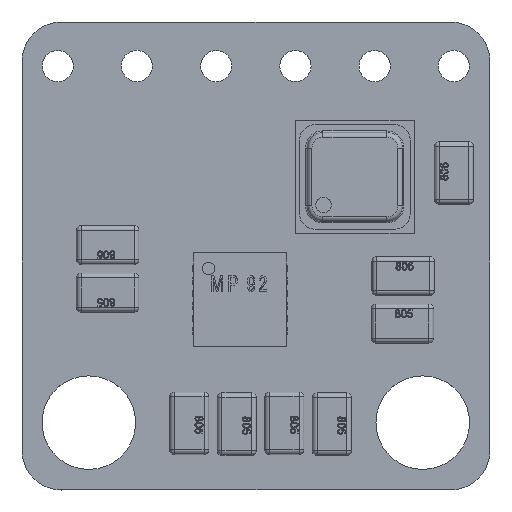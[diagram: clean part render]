
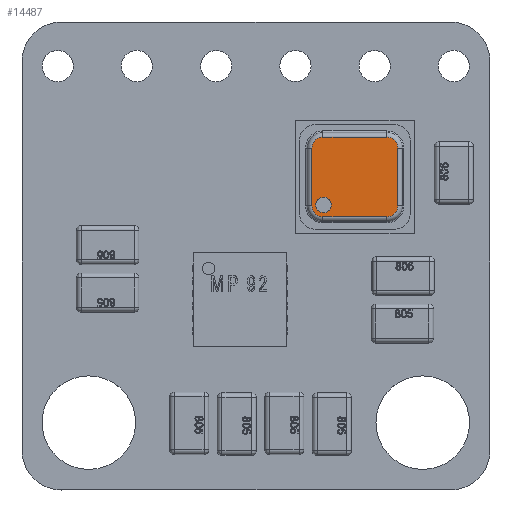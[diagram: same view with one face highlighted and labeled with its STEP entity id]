
A CAD part, top view. The second image highlights one B-rep face of the part: STEP entity #14487.
In plain terms, the highlighted face is planar.
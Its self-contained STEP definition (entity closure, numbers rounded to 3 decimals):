
#112 = AXIS2_PLACEMENT_3D ( 'NONE', #24528, #8610, #32382 ) ;
#118 = CARTESIAN_POINT ( 'NONE',  ( 1.025, 0.98, -1.275 ) ) ;
#657 = CARTESIAN_POINT ( 'NONE',  ( 1.025, 0.98, -0.925 ) ) ;
#771 = CARTESIAN_POINT ( 'NONE',  ( -1.025, 0.98, -1.275 ) ) ;
#934 = DIRECTION ( 'NONE',  ( -1., 0., 0. ) ) ;
#1105 = LINE ( 'NONE', #4136, #21067 ) ;
#2080 = VECTOR ( 'NONE', #3471, 1000. ) ;
#2109 = ORIENTED_EDGE ( 'NONE', *, *, #7324, .T. ) ;
#2280 = EDGE_CURVE ( 'NONE', #3168, #27420, #18222, .T. ) ;
#2548 = EDGE_CURVE ( 'NONE', #11057, #24602, #1105, .T. ) ;
#2998 = VERTEX_POINT ( 'NONE', #118 ) ;
#3073 = AXIS2_PLACEMENT_3D ( 'NONE', #33132, #31198, #12149 ) ;
#3168 = VERTEX_POINT ( 'NONE', #16157 ) ;
#3471 = DIRECTION ( 'NONE',  ( 0., 0., 1. ) ) ;
#4001 = EDGE_LOOP ( 'NONE', ( #30993, #27842, #29115, #13314, #12500, #26584, #32243, #30238 ) ) ;
#4117 = CIRCLE ( 'NONE', #11368, 0.35 ) ;
#4136 = CARTESIAN_POINT ( 'NONE',  ( -1.025, 0.98, 1.275 ) ) ;
#4166 = CARTESIAN_POINT ( 'NONE',  ( -1.025, 0.98, -0.925 ) ) ;
#4767 = CARTESIAN_POINT ( 'NONE',  ( 1.375, 0.98, 0.925 ) ) ;
#4839 = CARTESIAN_POINT ( 'NONE',  ( 1., 0.98, -0.9 ) ) ;
#5279 = FACE_BOUND ( 'NONE', #14901, .T. ) ;
#5313 = EDGE_CURVE ( 'NONE', #11057, #13986, #16254, .T. ) ;
#5946 = DIRECTION ( 'NONE',  ( 0., -1., 0. ) ) ;
#6237 = CIRCLE ( 'NONE', #16781, 0.35 ) ;
#6287 = DIRECTION ( 'NONE',  ( 0., 0., 1. ) ) ;
#7075 = DIRECTION ( 'NONE',  ( 0., 0., 1. ) ) ;
#7105 = DIRECTION ( 'NONE',  ( 0., -1., 0. ) ) ;
#7324 = EDGE_CURVE ( 'NONE', #27420, #3168, #24296, .T. ) ;
#8214 = CARTESIAN_POINT ( 'NONE',  ( 1.375, 0.98, -0.925 ) ) ;
#8308 = EDGE_CURVE ( 'NONE', #23673, #2998, #16658, .T. ) ;
#8610 = DIRECTION ( 'NONE',  ( 0., -1., 0. ) ) ;
#9520 = ORIENTED_EDGE ( 'NONE', *, *, #2280, .T. ) ;
#10583 = CARTESIAN_POINT ( 'NONE',  ( -1.025, 0.98, 1.275 ) ) ;
#11020 = LINE ( 'NONE', #26737, #2080 ) ;
#11057 = VERTEX_POINT ( 'NONE', #28956 ) ;
#11368 = AXIS2_PLACEMENT_3D ( 'NONE', #4166, #25153, #16877 ) ;
#12149 = DIRECTION ( 'NONE',  ( 0., 0., -1. ) ) ;
#12500 = ORIENTED_EDGE ( 'NONE', *, *, #24954, .F. ) ;
#13314 = ORIENTED_EDGE ( 'NONE', *, *, #8308, .F. ) ;
#13746 = AXIS2_PLACEMENT_3D ( 'NONE', #4839, #7105, #28954 ) ;
#13986 = VERTEX_POINT ( 'NONE', #4767 ) ;
#14487 = ADVANCED_FACE ( 'NONE', ( #26422, #5279 ), #28520, .T. ) ;
#14901 = EDGE_LOOP ( 'NONE', ( #9520, #2109 ) ) ;
#14985 = EDGE_CURVE ( 'NONE', #28165, #21457, #24414, .T. ) ;
#16157 = CARTESIAN_POINT ( 'NONE',  ( 1., 0.98, -1.15 ) ) ;
#16254 = CIRCLE ( 'NONE', #32501, 0.35 ) ;
#16282 = AXIS2_PLACEMENT_3D ( 'NONE', #29723, #21822, #16375 ) ;
#16375 = DIRECTION ( 'NONE',  ( 0., 0., 1. ) ) ;
#16658 = LINE ( 'NONE', #771, #26637 ) ;
#16781 = AXIS2_PLACEMENT_3D ( 'NONE', #657, #5946, #6287 ) ;
#16877 = DIRECTION ( 'NONE',  ( 0., 0., 1. ) ) ;
#16942 = CARTESIAN_POINT ( 'NONE',  ( -1.025, 0.98, -1.275 ) ) ;
#18222 = CIRCLE ( 'NONE', #13746, 0.25 ) ;
#18771 = DIRECTION ( 'NONE',  ( 0., 0., -1. ) ) ;
#21067 = VECTOR ( 'NONE', #934, 1000. ) ;
#21457 = VERTEX_POINT ( 'NONE', #21954 ) ;
#21822 = DIRECTION ( 'NONE',  ( 0., 1., 0. ) ) ;
#21954 = CARTESIAN_POINT ( 'NONE',  ( -1.375, 0.98, -0.925 ) ) ;
#23587 = EDGE_CURVE ( 'NONE', #24602, #28165, #31397, .T. ) ;
#23673 = VERTEX_POINT ( 'NONE', #16942 ) ;
#24296 = CIRCLE ( 'NONE', #3073, 0.25 ) ;
#24414 = LINE ( 'NONE', #32431, #25389 ) ;
#24528 = CARTESIAN_POINT ( 'NONE',  ( -1.025, 0.98, 0.925 ) ) ;
#24602 = VERTEX_POINT ( 'NONE', #10583 ) ;
#24954 = EDGE_CURVE ( 'NONE', #21457, #23673, #4117, .T. ) ;
#25153 = DIRECTION ( 'NONE',  ( 0., -1., 0. ) ) ;
#25389 = VECTOR ( 'NONE', #18771, 1000. ) ;
#26422 = FACE_OUTER_BOUND ( 'NONE', #4001, .T. ) ;
#26584 = ORIENTED_EDGE ( 'NONE', *, *, #14985, .F. ) ;
#26637 = VECTOR ( 'NONE', #27007, 1000. ) ;
#26737 = CARTESIAN_POINT ( 'NONE',  ( 1.375, 0.98, 0.925 ) ) ;
#27007 = DIRECTION ( 'NONE',  ( 1., 0., 0. ) ) ;
#27420 = VERTEX_POINT ( 'NONE', #33833 ) ;
#27842 = ORIENTED_EDGE ( 'NONE', *, *, #34429, .F. ) ;
#28042 = DIRECTION ( 'NONE',  ( 0., 1., 0. ) ) ;
#28165 = VERTEX_POINT ( 'NONE', #29711 ) ;
#28520 = PLANE ( 'NONE',  #16282 ) ;
#28954 = DIRECTION ( 'NONE',  ( 0., 0., -1. ) ) ;
#28956 = CARTESIAN_POINT ( 'NONE',  ( 1.025, 0.98, 1.275 ) ) ;
#29115 = ORIENTED_EDGE ( 'NONE', *, *, #31855, .F. ) ;
#29711 = CARTESIAN_POINT ( 'NONE',  ( -1.375, 0.98, 0.925 ) ) ;
#29723 = CARTESIAN_POINT ( 'NONE',  ( -1.025, 0.98, 0.925 ) ) ;
#30238 = ORIENTED_EDGE ( 'NONE', *, *, #2548, .F. ) ;
#30843 = CARTESIAN_POINT ( 'NONE',  ( 1.025, 0.98, 0.925 ) ) ;
#30993 = ORIENTED_EDGE ( 'NONE', *, *, #5313, .T. ) ;
#31198 = DIRECTION ( 'NONE',  ( 0., -1., 0. ) ) ;
#31397 = CIRCLE ( 'NONE', #112, 0.35 ) ;
#31855 = EDGE_CURVE ( 'NONE', #2998, #31869, #6237, .T. ) ;
#31869 = VERTEX_POINT ( 'NONE', #8214 ) ;
#32243 = ORIENTED_EDGE ( 'NONE', *, *, #23587, .F. ) ;
#32382 = DIRECTION ( 'NONE',  ( 0., 0., 1. ) ) ;
#32431 = CARTESIAN_POINT ( 'NONE',  ( -1.375, 0.98, 0.925 ) ) ;
#32501 = AXIS2_PLACEMENT_3D ( 'NONE', #30843, #28042, #7075 ) ;
#33132 = CARTESIAN_POINT ( 'NONE',  ( 1., 0.98, -0.9 ) ) ;
#33833 = CARTESIAN_POINT ( 'NONE',  ( 1., 0.98, -0.65 ) ) ;
#34429 = EDGE_CURVE ( 'NONE', #31869, #13986, #11020, .T. ) ;
